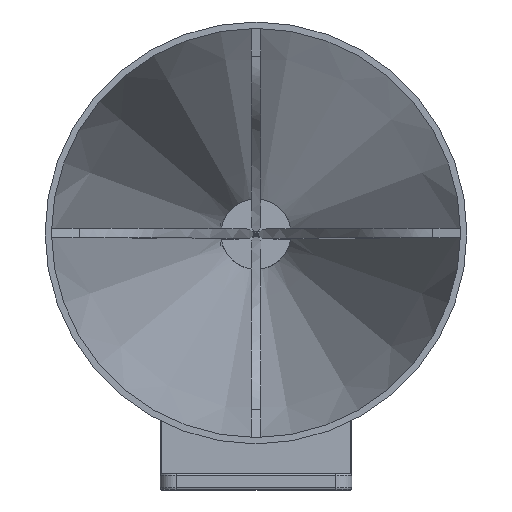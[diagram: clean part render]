
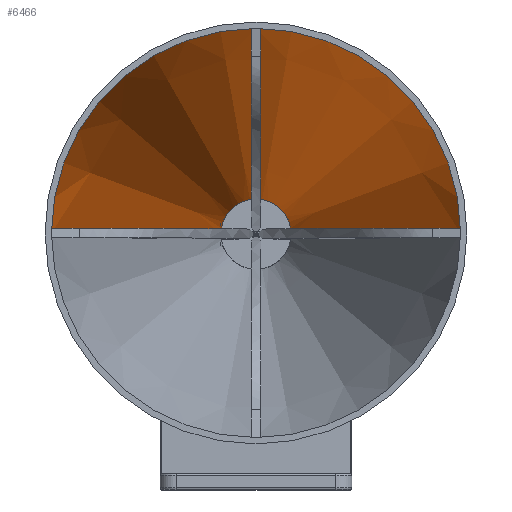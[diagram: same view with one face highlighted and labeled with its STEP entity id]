
A CAD part, top view. The second image highlights one B-rep face of the part: STEP entity #6466.
In plain terms, the highlighted conical face has half-angle 13.545 degrees and reference radius 64 mm.
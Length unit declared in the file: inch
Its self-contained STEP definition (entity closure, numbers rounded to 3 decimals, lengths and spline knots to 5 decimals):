
#611 = VECTOR ( 'NONE', #11933, 39.37008 ) ;
#634 = CARTESIAN_POINT ( 'NONE',  ( 2.51969, 0., 8.66142 ) ) ;
#1313 = CIRCLE ( 'NONE', #8755, 2.51969 ) ;
#2096 = ORIENTED_EDGE ( 'NONE', *, *, #4143, .T. ) ;
#3629 = DIRECTION ( 'NONE',  ( 0., 0., 1. ) ) ;
#4141 = AXIS2_PLACEMENT_3D ( 'NONE', #17614, #20542, #6142 ) ;
#4143 = EDGE_CURVE ( 'NONE', #8232, #6352, #13481, .T. ) ;
#4808 = AXIS2_PLACEMENT_3D ( 'NONE', #8456, #3629, #5407 ) ;
#5097 = VERTEX_POINT ( 'NONE', #5706 ) ;
#5407 = DIRECTION ( 'NONE',  ( 1., 0., 0. ) ) ;
#5706 = CARTESIAN_POINT ( 'NONE',  ( -0.43307, 0., 0. ) ) ;
#5716 = CARTESIAN_POINT ( 'NONE',  ( -2.51969, 0., 8.66142 ) ) ;
#6125 = CARTESIAN_POINT ( 'NONE',  ( -2.51969, 0., 8.66142 ) ) ;
#6142 = DIRECTION ( 'NONE',  ( 1., 0., 0. ) ) ;
#6318 = EDGE_CURVE ( 'NONE', #8232, #5097, #13207, .T. ) ;
#6352 = VERTEX_POINT ( 'NONE', #16038 ) ;
#6466 = ADVANCED_FACE ( 'NONE', ( #8356 ), #10868, .F. ) ;
#6733 = ORIENTED_EDGE ( 'NONE', *, *, #13195, .F. ) ;
#6837 = DIRECTION ( 'NONE',  ( 0.234, 0., 0.972 ) ) ;
#7884 = ORIENTED_EDGE ( 'NONE', *, *, #6318, .F. ) ;
#8232 = VERTEX_POINT ( 'NONE', #12942 ) ;
#8356 = FACE_OUTER_BOUND ( 'NONE', #18710, .T. ) ;
#8456 = CARTESIAN_POINT ( 'NONE',  ( 0., 0., 8.66142 ) ) ;
#8755 = AXIS2_PLACEMENT_3D ( 'NONE', #17560, #17167, #18833 ) ;
#10868 = CONICAL_SURFACE ( 'NONE', #4808, 2.51969, 0.236 ) ;
#10929 = ORIENTED_EDGE ( 'NONE', *, *, #14202, .F. ) ;
#11933 = DIRECTION ( 'NONE',  ( -0.234, 0., 0.972 ) ) ;
#12401 = VECTOR ( 'NONE', #6837, 39.37008 ) ;
#12942 = CARTESIAN_POINT ( 'NONE',  ( 0.43307, 0., 0. ) ) ;
#13195 = EDGE_CURVE ( 'NONE', #5097, #19573, #18563, .T. ) ;
#13207 = CIRCLE ( 'NONE', #4141, 0.43307 ) ;
#13481 = LINE ( 'NONE', #634, #12401 ) ;
#14202 = EDGE_CURVE ( 'NONE', #19573, #6352, #1313, .T. ) ;
#16038 = CARTESIAN_POINT ( 'NONE',  ( 2.51969, 0., 8.66142 ) ) ;
#17167 = DIRECTION ( 'NONE',  ( 0., 0., -1. ) ) ;
#17560 = CARTESIAN_POINT ( 'NONE',  ( 0., 0., 8.66142 ) ) ;
#17614 = CARTESIAN_POINT ( 'NONE',  ( 0., 0., 0. ) ) ;
#18563 = LINE ( 'NONE', #5716, #611 ) ;
#18710 = EDGE_LOOP ( 'NONE', ( #6733, #7884, #2096, #10929 ) ) ;
#18833 = DIRECTION ( 'NONE',  ( 1., 0., 0. ) ) ;
#19573 = VERTEX_POINT ( 'NONE', #6125 ) ;
#20542 = DIRECTION ( 'NONE',  ( 0., 0., 1. ) ) ;
